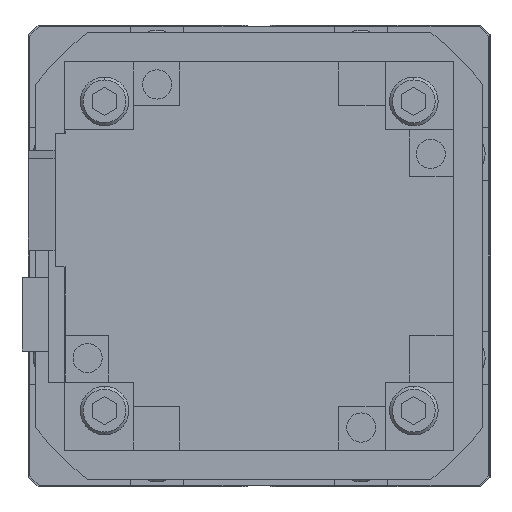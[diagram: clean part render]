
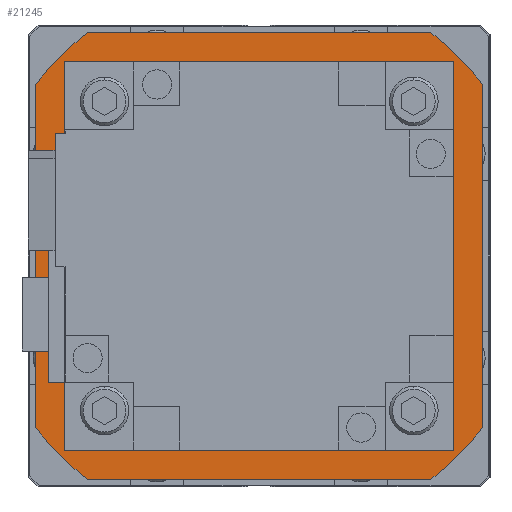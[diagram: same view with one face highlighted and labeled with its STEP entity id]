
A CAD part, left-side view. The second image highlights one B-rep face of the part: STEP entity #21245.
In plain terms, the highlighted face is planar.
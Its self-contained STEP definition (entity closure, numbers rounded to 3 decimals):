
#316 = AXIS2_PLACEMENT_3D ( 'NONE', #29879, #14671, #5232 ) ;
#837 = LINE ( 'NONE', #13717, #17130 ) ;
#875 = VECTOR ( 'NONE', #17261, 1000. ) ;
#1345 = CIRCLE ( 'NONE', #316, 58. ) ;
#1355 = ORIENTED_EDGE ( 'NONE', *, *, #24933, .T. ) ;
#1894 = CARTESIAN_POINT ( 'NONE',  ( 116.5, -46., 35.327 ) ) ;
#1944 = CIRCLE ( 'NONE', #17252, 58. ) ;
#1953 = CARTESIAN_POINT ( 'NONE',  ( 116.5, -35.327, -46. ) ) ;
#2988 = EDGE_CURVE ( 'NONE', #9848, #11171, #17796, .T. ) ;
#3619 = DIRECTION ( 'NONE',  ( 0., 0., -1. ) ) ;
#4352 = ORIENTED_EDGE ( 'NONE', *, *, #23074, .T. ) ;
#5232 = DIRECTION ( 'NONE',  ( 0., 0., -1. ) ) ;
#5706 = ORIENTED_EDGE ( 'NONE', *, *, #23265, .T. ) ;
#5983 = CARTESIAN_POINT ( 'NONE',  ( 116.5, 46., 35.327 ) ) ;
#6262 = VECTOR ( 'NONE', #30697, 1000. ) ;
#7395 = ORIENTED_EDGE ( 'NONE', *, *, #22861, .T. ) ;
#7987 = CARTESIAN_POINT ( 'NONE',  ( 116.5, -46., -35.327 ) ) ;
#8034 = DIRECTION ( 'NONE',  ( 0., 0., -1. ) ) ;
#8067 = EDGE_CURVE ( 'NONE', #11171, #22830, #1944, .T. ) ;
#8519 = CARTESIAN_POINT ( 'NONE',  ( 116.5, 0., 0. ) ) ;
#9004 = CARTESIAN_POINT ( 'NONE',  ( 116.5, 35.327, -46. ) ) ;
#9079 = DIRECTION ( 'NONE',  ( 0., 1., 0. ) ) ;
#9322 = LINE ( 'NONE', #21566, #875 ) ;
#9848 = VERTEX_POINT ( 'NONE', #1894 ) ;
#10222 = AXIS2_PLACEMENT_3D ( 'NONE', #11717, #14363, #9079 ) ;
#11042 = CARTESIAN_POINT ( 'NONE',  ( 116.5, 0., 0. ) ) ;
#11171 = VERTEX_POINT ( 'NONE', #7987 ) ;
#11624 = ORIENTED_EDGE ( 'NONE', *, *, #31005, .T. ) ;
#11717 = CARTESIAN_POINT ( 'NONE',  ( 116.5, 0., 0. ) ) ;
#12122 = VECTOR ( 'NONE', #12666, 1000. ) ;
#12470 = DIRECTION ( 'NONE',  ( 0., 0., -1. ) ) ;
#12666 = DIRECTION ( 'NONE',  ( 0., 0., -1. ) ) ;
#13256 = VERTEX_POINT ( 'NONE', #9004 ) ;
#13717 = CARTESIAN_POINT ( 'NONE',  ( 116.5, -35.327, -46. ) ) ;
#14363 = DIRECTION ( 'NONE',  ( 1., 0., 0. ) ) ;
#14671 = DIRECTION ( 'NONE',  ( 1., 0., 0. ) ) ;
#15146 = CARTESIAN_POINT ( 'NONE',  ( 116.5, -46., 35.327 ) ) ;
#15291 = CARTESIAN_POINT ( 'NONE',  ( 116.5, -35.327, 46. ) ) ;
#15812 = CARTESIAN_POINT ( 'NONE',  ( 116.5, 46., -35.327 ) ) ;
#16142 = CIRCLE ( 'NONE', #31997, 58. ) ;
#16925 = ORIENTED_EDGE ( 'NONE', *, *, #2988, .T. ) ;
#17130 = VECTOR ( 'NONE', #21501, 1000. ) ;
#17156 = EDGE_LOOP ( 'NONE', ( #7395, #1355, #5706, #16925, #24739, #27296, #4352, #11624 ) ) ;
#17252 = AXIS2_PLACEMENT_3D ( 'NONE', #11042, #29397, #3619 ) ;
#17261 = DIRECTION ( 'NONE',  ( 0., -1., 0. ) ) ;
#17491 = CARTESIAN_POINT ( 'NONE',  ( 116.5, 46., -35.327 ) ) ;
#17796 = LINE ( 'NONE', #15146, #12122 ) ;
#18701 = VERTEX_POINT ( 'NONE', #26352 ) ;
#18976 = VERTEX_POINT ( 'NONE', #5983 ) ;
#19856 = CIRCLE ( 'NONE', #29889, 58. ) ;
#20087 = CARTESIAN_POINT ( 'NONE',  ( 116.5, 0., 0. ) ) ;
#21245 = ADVANCED_FACE ( 'NONE', ( #31747 ), #26434, .T. ) ;
#21501 = DIRECTION ( 'NONE',  ( 0., 1., 0. ) ) ;
#21566 = CARTESIAN_POINT ( 'NONE',  ( 116.5, 35.327, 46. ) ) ;
#22265 = EDGE_CURVE ( 'NONE', #22830, #13256, #837, .T. ) ;
#22830 = VERTEX_POINT ( 'NONE', #1953 ) ;
#22861 = EDGE_CURVE ( 'NONE', #18976, #18701, #1345, .T. ) ;
#23074 = EDGE_CURVE ( 'NONE', #13256, #25888, #16142, .T. ) ;
#23265 = EDGE_CURVE ( 'NONE', #24693, #9848, #19856, .T. ) ;
#24693 = VERTEX_POINT ( 'NONE', #15291 ) ;
#24739 = ORIENTED_EDGE ( 'NONE', *, *, #8067, .T. ) ;
#24933 = EDGE_CURVE ( 'NONE', #18701, #24693, #9322, .T. ) ;
#25736 = LINE ( 'NONE', #15812, #6262 ) ;
#25888 = VERTEX_POINT ( 'NONE', #17491 ) ;
#26352 = CARTESIAN_POINT ( 'NONE',  ( 116.5, 35.327, 46. ) ) ;
#26434 = PLANE ( 'NONE',  #10222 ) ;
#27296 = ORIENTED_EDGE ( 'NONE', *, *, #22265, .T. ) ;
#28522 = DIRECTION ( 'NONE',  ( 1., 0., 0. ) ) ;
#29397 = DIRECTION ( 'NONE',  ( 1., 0., 0. ) ) ;
#29663 = DIRECTION ( 'NONE',  ( 1., 0., 0. ) ) ;
#29879 = CARTESIAN_POINT ( 'NONE',  ( 116.5, 0., 0. ) ) ;
#29889 = AXIS2_PLACEMENT_3D ( 'NONE', #20087, #29663, #12470 ) ;
#30697 = DIRECTION ( 'NONE',  ( 0., 0., 1. ) ) ;
#31005 = EDGE_CURVE ( 'NONE', #25888, #18976, #25736, .T. ) ;
#31747 = FACE_OUTER_BOUND ( 'NONE', #17156, .T. ) ;
#31997 = AXIS2_PLACEMENT_3D ( 'NONE', #8519, #28522, #8034 ) ;
